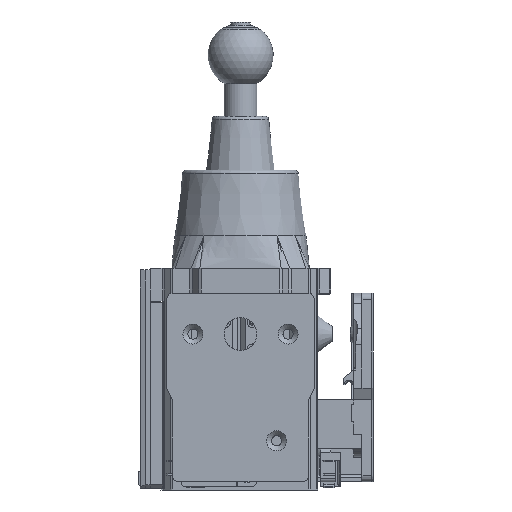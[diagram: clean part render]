
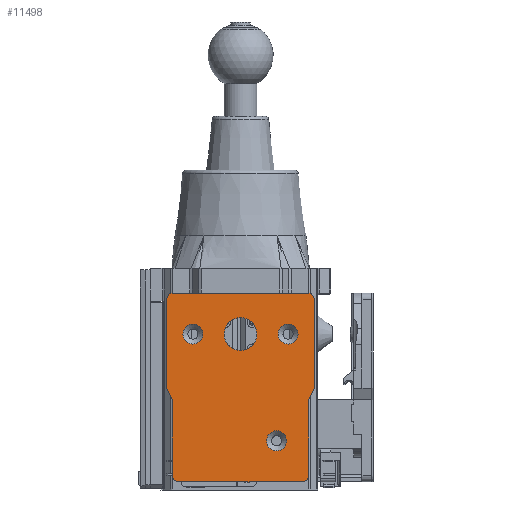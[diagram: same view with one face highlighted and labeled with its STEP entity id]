
A CAD part, left-side view. The second image highlights one B-rep face of the part: STEP entity #11498.
In plain terms, the highlighted planar face has unit normal (-1, 0, 0).
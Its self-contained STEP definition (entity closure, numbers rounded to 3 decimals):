
#11498=ADVANCED_FACE('',(#20772,#20774,#20776,#20778,#20780),#20782,.T.);
#20772=FACE_BOUND('',#20773,.T.);
#20773=EDGE_LOOP('',(#29293,#29294,#29295,#29296,#29297,#29298,#29299,#29300,#29301,
#29302,#29303,#29304));
#20774=FACE_BOUND('',#20775,.T.);
#20775=EDGE_LOOP('',(#29305));
#20776=FACE_BOUND('',#20777,.T.);
#20777=EDGE_LOOP('',(#29306));
#20778=FACE_BOUND('',#20779,.T.);
#20779=EDGE_LOOP('',(#29307));
#20780=FACE_BOUND('',#20781,.T.);
#20781=EDGE_LOOP('',(#29308));
#20782=PLANE('',#20783);
#20783=AXIS2_PLACEMENT_3D('',#20784,#20785,#20786);
#20784=CARTESIAN_POINT('',(-81.,0.,-32.5));
#20785=DIRECTION('',(-1.,0.,0.));
#20786=DIRECTION('',(0.,-1.,0.));
#29293=ORIENTED_EDGE('',*,*,#35988,.F.);
#29294=ORIENTED_EDGE('',*,*,#35989,.T.);
#29295=ORIENTED_EDGE('',*,*,#35990,.F.);
#29296=ORIENTED_EDGE('',*,*,#35991,.F.);
#29297=ORIENTED_EDGE('',*,*,#35941,.F.);
#29298=ORIENTED_EDGE('',*,*,#35935,.F.);
#29299=ORIENTED_EDGE('',*,*,#35933,.F.);
#29300=ORIENTED_EDGE('',*,*,#35931,.T.);
#29301=ORIENTED_EDGE('',*,*,#35992,.F.);
#29302=ORIENTED_EDGE('',*,*,#35993,.F.);
#29303=ORIENTED_EDGE('',*,*,#35994,.F.);
#29304=ORIENTED_EDGE('',*,*,#35995,.F.);
#29305=ORIENTED_EDGE('',*,*,#35996,.T.);
#29306=ORIENTED_EDGE('',*,*,#35997,.T.);
#29307=ORIENTED_EDGE('',*,*,#35998,.T.);
#29308=ORIENTED_EDGE('',*,*,#35999,.T.);
#35931=EDGE_CURVE('',#51401,#51399,#51402,.T.);
#35933=EDGE_CURVE('',#51401,#51404,#51405,.T.);
#35935=EDGE_CURVE('',#51404,#51407,#51408,.T.);
#35941=EDGE_CURVE('',#51407,#51416,#51417,.T.);
#35988=EDGE_CURVE('',#51498,#51499,#51500,.T.);
#35989=EDGE_CURVE('',#51498,#51501,#51502,.T.);
#35990=EDGE_CURVE('',#51503,#51501,#51504,.T.);
#35991=EDGE_CURVE('',#51416,#51503,#51505,.T.);
#35992=EDGE_CURVE('',#51506,#51399,#51507,.T.);
#35993=EDGE_CURVE('',#51508,#51506,#51509,.T.);
#35994=EDGE_CURVE('',#51510,#51508,#51511,.T.);
#35995=EDGE_CURVE('',#51499,#51510,#51512,.T.);
#35996=EDGE_CURVE('',#51513,#51513,#51514,.T.);
#35997=EDGE_CURVE('',#51515,#51515,#51516,.T.);
#35998=EDGE_CURVE('',#51517,#51517,#51518,.T.);
#35999=EDGE_CURVE('',#51519,#51519,#51520,.T.);
#51399=VERTEX_POINT('',#53076);
#51401=VERTEX_POINT('',#53080);
#51402=CIRCLE('',#53081,3.99);
#51404=VERTEX_POINT('',#53088);
#51405=LINE('',#53089,#53090);
#51407=VERTEX_POINT('',#53095);
#51408=CIRCLE('',#53096,3.99);
#51416=VERTEX_POINT('',#53117);
#51417=LINE('',#53118,#53119);
#51498=VERTEX_POINT('',#53335);
#51499=VERTEX_POINT('',#53336);
#51500=LINE('',#53337,#53338);
#51501=VERTEX_POINT('',#53340);
#51502=CIRCLE('',#53341,3.99);
#51503=VERTEX_POINT('',#53345);
#51504=LINE('',#53346,#53347);
#51505=LINE('',#53349,#53350);
#51506=VERTEX_POINT('',#53352);
#51507=LINE('',#53353,#53354);
#51508=VERTEX_POINT('',#53356);
#51509=LINE('',#53357,#53358);
#51510=VERTEX_POINT('',#53360);
#51511=LINE('',#53361,#53362);
#51512=CIRCLE('',#53364,3.99);
#51513=VERTEX_POINT('',#53368);
#51514=CIRCLE('',#53369,6.1);
#51515=VERTEX_POINT('',#53373);
#51516=CIRCLE('',#53374,6.1);
#51517=VERTEX_POINT('',#53378);
#51518=CIRCLE('',#53379,10.);
#51519=VERTEX_POINT('',#53383);
#51520=CIRCLE('',#53384,6.1);
#53076=CARTESIAN_POINT('',(-81.,-41.5,-86.01));
#53080=CARTESIAN_POINT('',(-81.,-37.51,-90.));
#53081=AXIS2_PLACEMENT_3D('',#53082,#53083,#53084);
#53082=CARTESIAN_POINT('',(-81.,-37.51,-86.01));
#53083=DIRECTION('',(-1.,0.,0.));
#53084=DIRECTION('',(0.,0.,-1.));
#53088=CARTESIAN_POINT('',(-81.,37.51,-90.));
#53089=CARTESIAN_POINT('',(-81.,-37.51,-90.));
#53090=VECTOR('',#53091,1.);
#53091=DIRECTION('',(0.,1.,0.));
#53095=CARTESIAN_POINT('',(-81.,41.5,-86.01));
#53096=AXIS2_PLACEMENT_3D('',#53097,#53098,#53099);
#53097=CARTESIAN_POINT('',(-81.,37.51,-86.01));
#53098=DIRECTION('',(1.,0.,0.));
#53099=DIRECTION('',(0.,0.,-1.));
#53117=CARTESIAN_POINT('',(-81.,41.5,-40.));
#53118=CARTESIAN_POINT('',(-81.,41.5,-86.01));
#53119=VECTOR('',#53120,1.);
#53120=DIRECTION('',(0.,0.,1.));
#53335=CARTESIAN_POINT('',(-81.,41.01,25.));
#53336=CARTESIAN_POINT('',(-81.,-41.01,25.));
#53337=CARTESIAN_POINT('',(-81.,41.01,25.));
#53338=VECTOR('',#53339,1.);
#53339=DIRECTION('',(0.,-1.,0.));
#53340=CARTESIAN_POINT('',(-81.,45.,21.01));
#53341=AXIS2_PLACEMENT_3D('',#53342,#53343,#53344);
#53342=CARTESIAN_POINT('',(-81.,41.01,21.01));
#53343=DIRECTION('',(-1.,0.,0.));
#53344=DIRECTION('',(0.,0.,1.));
#53345=CARTESIAN_POINT('',(-81.,45.,-33.));
#53346=CARTESIAN_POINT('',(-81.,45.,-33.));
#53347=VECTOR('',#53348,1.);
#53348=DIRECTION('',(0.,0.,1.));
#53349=CARTESIAN_POINT('',(-81.,41.5,-40.));
#53350=VECTOR('',#53351,1.);
#53351=DIRECTION('',(0.,0.447,0.894));
#53352=CARTESIAN_POINT('',(-81.,-41.5,-40.));
#53353=CARTESIAN_POINT('',(-81.,-41.5,-40.));
#53354=VECTOR('',#53355,1.);
#53355=DIRECTION('',(0.,0.,-1.));
#53356=CARTESIAN_POINT('',(-81.,-45.,-33.));
#53357=CARTESIAN_POINT('',(-81.,-45.,-33.));
#53358=VECTOR('',#53359,1.);
#53359=DIRECTION('',(0.,0.447,-0.894));
#53360=CARTESIAN_POINT('',(-81.,-45.,21.01));
#53361=CARTESIAN_POINT('',(-81.,-45.,21.01));
#53362=VECTOR('',#53363,1.);
#53363=DIRECTION('',(0.,0.,-1.));
#53364=AXIS2_PLACEMENT_3D('',#53365,#53366,#53367);
#53365=CARTESIAN_POINT('',(-81.,-41.01,21.01));
#53366=DIRECTION('',(1.,0.,0.));
#53367=DIRECTION('',(0.,0.,1.));
#53368=CARTESIAN_POINT('',(-81.,-28.1,-65.));
#53369=AXIS2_PLACEMENT_3D('',#53370,#53371,#53372);
#53370=CARTESIAN_POINT('',(-81.,-22.,-65.));
#53371=DIRECTION('',(1.,0.,0.));
#53372=DIRECTION('',(0.,-1.,0.));
#53373=CARTESIAN_POINT('',(-81.,22.9,0.));
#53374=AXIS2_PLACEMENT_3D('',#53375,#53376,#53377);
#53375=CARTESIAN_POINT('',(-81.,29.,0.));
#53376=DIRECTION('',(1.,0.,0.));
#53377=DIRECTION('',(0.,-1.,0.));
#53378=CARTESIAN_POINT('',(-81.,-10.,0.));
#53379=AXIS2_PLACEMENT_3D('',#53380,#53381,#53382);
#53380=CARTESIAN_POINT('',(-81.,0.,0.));
#53381=DIRECTION('',(1.,0.,0.));
#53382=DIRECTION('',(0.,-1.,0.));
#53383=CARTESIAN_POINT('',(-81.,-35.1,0.));
#53384=AXIS2_PLACEMENT_3D('',#53385,#53386,#53387);
#53385=CARTESIAN_POINT('',(-81.,-29.,0.));
#53386=DIRECTION('',(1.,0.,0.));
#53387=DIRECTION('',(0.,-1.,0.));
